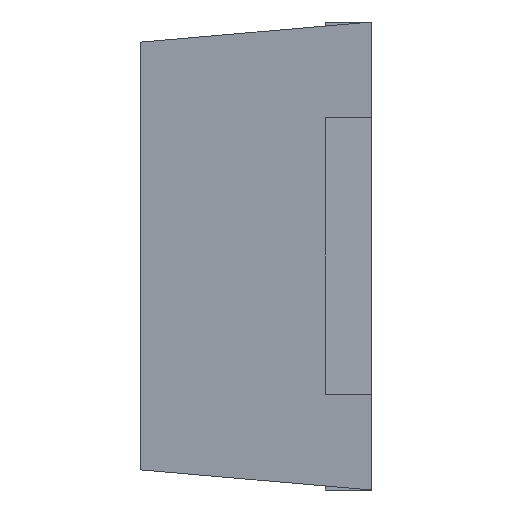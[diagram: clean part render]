
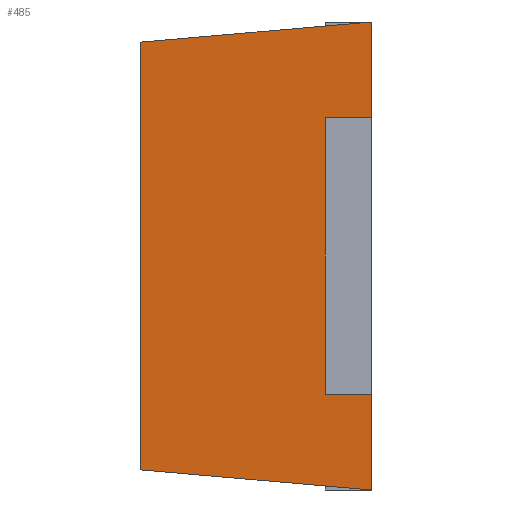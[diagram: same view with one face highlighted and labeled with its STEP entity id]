
A CAD part, left-side view. The second image highlights one B-rep face of the part: STEP entity #485.
In plain terms, the highlighted planar face has unit normal (-0.996, 0.087, 0).
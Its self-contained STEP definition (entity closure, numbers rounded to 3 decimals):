
#5 = CARTESIAN_POINT ( 'NONE',  ( 14.662, 0., -22.247 ) ) ;
#7 = AXIS2_PLACEMENT_3D ( 'NONE', #583, #166, #649 ) ;
#11 = VERTEX_POINT ( 'NONE', #39 ) ;
#30 = LINE ( 'NONE', #245, #175 ) ;
#39 = CARTESIAN_POINT ( 'NONE',  ( 14.662, 0., -23.862 ) ) ;
#41 = CARTESIAN_POINT ( 'NONE',  ( 14.662, 0., -21.832 ) ) ;
#66 = VECTOR ( 'NONE', #691, 1000. ) ;
#72 = VERTEX_POINT ( 'NONE', #243 ) ;
#93 = EDGE_CURVE ( 'NONE', #303, #655, #482, .T. ) ;
#102 = VECTOR ( 'NONE', #850, 1000. ) ;
#116 = CARTESIAN_POINT ( 'NONE',  ( 14.749, 1., -21.92 ) ) ;
#123 = CARTESIAN_POINT ( 'NONE',  ( 14.677, 0.175, -23.847 ) ) ;
#137 = EDGE_CURVE ( 'NONE', #201, #682, #244, .T. ) ;
#144 = LINE ( 'NONE', #123, #699 ) ;
#154 = EDGE_CURVE ( 'NONE', #655, #536, #437, .T. ) ;
#166 = DIRECTION ( 'NONE',  ( -0.996, 0.087, 0. ) ) ;
#175 = VECTOR ( 'NONE', #463, 1000. ) ;
#201 = VERTEX_POINT ( 'NONE', #116 ) ;
#227 = EDGE_CURVE ( 'NONE', #201, #506, #718, .T. ) ;
#243 = CARTESIAN_POINT ( 'NONE',  ( 14.662, 0., -23.447 ) ) ;
#244 = LINE ( 'NONE', #566, #66 ) ;
#245 = CARTESIAN_POINT ( 'NONE',  ( 14.662, 0., -21.832 ) ) ;
#251 = DIRECTION ( 'NONE',  ( 0., 0., -1. ) ) ;
#268 = EDGE_CURVE ( 'NONE', #506, #11, #144, .T. ) ;
#289 = CARTESIAN_POINT ( 'NONE',  ( 14.679, 0.2, -21.832 ) ) ;
#298 = PLANE ( 'NONE',  #7 ) ;
#303 = VERTEX_POINT ( 'NONE', #669 ) ;
#314 = VECTOR ( 'NONE', #780, 1000. ) ;
#326 = CARTESIAN_POINT ( 'NONE',  ( 14.662, 0., -21.832 ) ) ;
#329 = ORIENTED_EDGE ( 'NONE', *, *, #227, .T. ) ;
#333 = ORIENTED_EDGE ( 'NONE', *, *, #700, .F. ) ;
#341 = DIRECTION ( 'NONE',  ( -0.087, -0.992, -0.087 ) ) ;
#350 = ORIENTED_EDGE ( 'NONE', *, *, #367, .T. ) ;
#367 = EDGE_CURVE ( 'NONE', #72, #303, #435, .T. ) ;
#390 = CARTESIAN_POINT ( 'NONE',  ( 14.679, 0.2, -22.247 ) ) ;
#421 = ORIENTED_EDGE ( 'NONE', *, *, #137, .F. ) ;
#435 = LINE ( 'NONE', #781, #102 ) ;
#437 = LINE ( 'NONE', #5, #603 ) ;
#463 = DIRECTION ( 'NONE',  ( 0., 0., -1. ) ) ;
#474 = DIRECTION ( 'NONE',  ( 0., 0., -1. ) ) ;
#482 = LINE ( 'NONE', #289, #314 ) ;
#485 = ADVANCED_FACE ( 'NONE', ( #508 ), #298, .T. ) ;
#506 = VERTEX_POINT ( 'NONE', #787 ) ;
#508 = FACE_OUTER_BOUND ( 'NONE', #771, .T. ) ;
#533 = VECTOR ( 'NONE', #251, 1000. ) ;
#536 = VERTEX_POINT ( 'NONE', #795 ) ;
#548 = DIRECTION ( 'NONE',  ( -0.087, -0.996, 0. ) ) ;
#566 = CARTESIAN_POINT ( 'NONE',  ( 14.662, 0., -21.832 ) ) ;
#579 = ORIENTED_EDGE ( 'NONE', *, *, #93, .T. ) ;
#583 = CARTESIAN_POINT ( 'NONE',  ( 14.662, 0., -21.832 ) ) ;
#596 = LINE ( 'NONE', #326, #618 ) ;
#603 = VECTOR ( 'NONE', #548, 1000. ) ;
#618 = VECTOR ( 'NONE', #474, 1000. ) ;
#649 = DIRECTION ( 'NONE',  ( -0.087, -0.996, 0. ) ) ;
#655 = VERTEX_POINT ( 'NONE', #390 ) ;
#662 = EDGE_CURVE ( 'NONE', #682, #536, #30, .T. ) ;
#669 = CARTESIAN_POINT ( 'NONE',  ( 14.679, 0.2, -23.447 ) ) ;
#682 = VERTEX_POINT ( 'NONE', #41 ) ;
#691 = DIRECTION ( 'NONE',  ( -0.087, -0.992, 0.087 ) ) ;
#699 = VECTOR ( 'NONE', #341, 1000. ) ;
#700 = EDGE_CURVE ( 'NONE', #72, #11, #596, .T. ) ;
#704 = ORIENTED_EDGE ( 'NONE', *, *, #268, .T. ) ;
#718 = LINE ( 'NONE', #819, #533 ) ;
#771 = EDGE_LOOP ( 'NONE', ( #333, #350, #579, #791, #877, #421, #329, #704 ) ) ;
#780 = DIRECTION ( 'NONE',  ( 0., 0., 1. ) ) ;
#781 = CARTESIAN_POINT ( 'NONE',  ( 14.662, 0., -23.447 ) ) ;
#787 = CARTESIAN_POINT ( 'NONE',  ( 14.749, 1., -23.775 ) ) ;
#791 = ORIENTED_EDGE ( 'NONE', *, *, #154, .T. ) ;
#795 = CARTESIAN_POINT ( 'NONE',  ( 14.662, 0., -22.247 ) ) ;
#819 = CARTESIAN_POINT ( 'NONE',  ( 14.749, 1., -23.862 ) ) ;
#850 = DIRECTION ( 'NONE',  ( 0.087, 0.996, 0. ) ) ;
#877 = ORIENTED_EDGE ( 'NONE', *, *, #662, .F. ) ;
